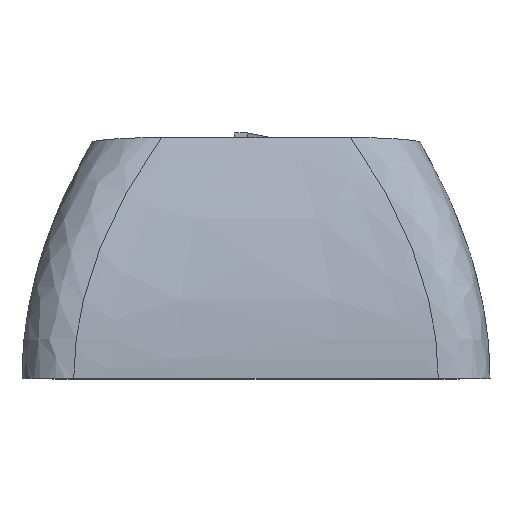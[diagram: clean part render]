
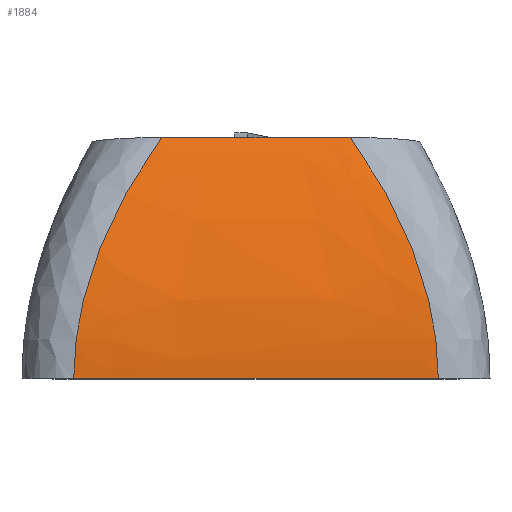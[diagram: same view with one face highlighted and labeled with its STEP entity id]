
A CAD part, top view. The second image highlights one B-rep face of the part: STEP entity #1884.
In plain terms, the highlighted free-form (B-spline) face has degree [3, 3] with [4, 4] control points.
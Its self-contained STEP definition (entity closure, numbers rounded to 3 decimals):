
#66=B_SPLINE_SURFACE_WITH_KNOTS('',3,3,((#3560,#3561,#3562,#3563),(#3564,
#3565,#3566,#3567),(#3568,#3569,#3570,#3571),(#3572,#3573,#3574,#3575)),
 .UNSPECIFIED.,.F.,.F.,.F.,(4,4),(4,4),(0.,1.),(0.,1.),.UNSPECIFIED.);
#121=FACE_OUTER_BOUND('',#230,.T.);
#230=EDGE_LOOP('',(#1471,#1472,#1473,#1474));
#341=B_SPLINE_CURVE_WITH_KNOTS('',3,(#3424,#3425,#3426,#3427),
 .UNSPECIFIED.,.F.,.F.,(4,4),(0.,1.),.UNSPECIFIED.);
#347=B_SPLINE_CURVE_WITH_KNOTS('',3,(#3556,#3557,#3558,#3559),
 .UNSPECIFIED.,.F.,.F.,(4,4),(0.,1.),.UNSPECIFIED.);
#425=LINE('',#3382,#616);
#426=LINE('',#3388,#617);
#616=VECTOR('',#2154,10.);
#617=VECTOR('',#2159,10.);
#818=VERTEX_POINT('',#3367);
#825=VERTEX_POINT('',#3380);
#826=VERTEX_POINT('',#3384);
#828=VERTEX_POINT('',#3387);
#1047=EDGE_CURVE('',#825,#818,#425,.T.);
#1049=EDGE_CURVE('',#828,#826,#426,.T.);
#1057=EDGE_CURVE('',#826,#818,#341,.T.);
#1063=EDGE_CURVE('',#828,#825,#347,.T.);
#1471=ORIENTED_EDGE('',*,*,#1049,.T.);
#1472=ORIENTED_EDGE('',*,*,#1057,.T.);
#1473=ORIENTED_EDGE('',*,*,#1047,.F.);
#1474=ORIENTED_EDGE('',*,*,#1063,.F.);
#1884=ADVANCED_FACE('',(#121),#66,.T.);
#2154=DIRECTION('',(-1.,0.,0.));
#2159=DIRECTION('',(-1.,0.,0.));
#3367=CARTESIAN_POINT('',(2.,0.,18.1));
#3380=CARTESIAN_POINT('',(16.1,0.,18.1));
#3382=CARTESIAN_POINT('',(16.1,0.,18.1));
#3384=CARTESIAN_POINT('',(5.4,9.309,15.363));
#3387=CARTESIAN_POINT('',(12.7,9.309,15.363));
#3388=CARTESIAN_POINT('',(12.7,9.309,15.363));
#3424=CARTESIAN_POINT('Ctrl Pts',(5.4,9.309,15.363));
#3425=CARTESIAN_POINT('Ctrl Pts',(3.133,6.206,17.188));
#3426=CARTESIAN_POINT('Ctrl Pts',(2.,2.956,18.1));
#3427=CARTESIAN_POINT('Ctrl Pts',(2.,0.,18.1));
#3556=CARTESIAN_POINT('Ctrl Pts',(12.7,9.309,15.363));
#3557=CARTESIAN_POINT('Ctrl Pts',(14.967,6.206,17.188));
#3558=CARTESIAN_POINT('Ctrl Pts',(16.1,2.956,18.1));
#3559=CARTESIAN_POINT('Ctrl Pts',(16.1,0.,18.1));
#3560=CARTESIAN_POINT('Ctrl Pts',(12.7,9.309,15.363));
#3561=CARTESIAN_POINT('Ctrl Pts',(14.967,6.206,17.188));
#3562=CARTESIAN_POINT('Ctrl Pts',(16.1,2.956,18.1));
#3563=CARTESIAN_POINT('Ctrl Pts',(16.1,0.,18.1));
#3564=CARTESIAN_POINT('Ctrl Pts',(11.286,9.309,15.363));
#3565=CARTESIAN_POINT('Ctrl Pts',(13.336,6.206,17.149));
#3566=CARTESIAN_POINT('Ctrl Pts',(15.053,2.956,18.1));
#3567=CARTESIAN_POINT('Ctrl Pts',(15.053,0.,
18.1));
#3568=CARTESIAN_POINT('Ctrl Pts',(6.814,9.309,15.363));
#3569=CARTESIAN_POINT('Ctrl Pts',(4.764,6.206,17.149));
#3570=CARTESIAN_POINT('Ctrl Pts',(3.047,2.956,18.1));
#3571=CARTESIAN_POINT('Ctrl Pts',(3.047,0.,
18.1));
#3572=CARTESIAN_POINT('Ctrl Pts',(5.4,9.309,15.363));
#3573=CARTESIAN_POINT('Ctrl Pts',(3.133,6.206,17.188));
#3574=CARTESIAN_POINT('Ctrl Pts',(2.,2.956,18.1));
#3575=CARTESIAN_POINT('Ctrl Pts',(2.,0.,18.1));
